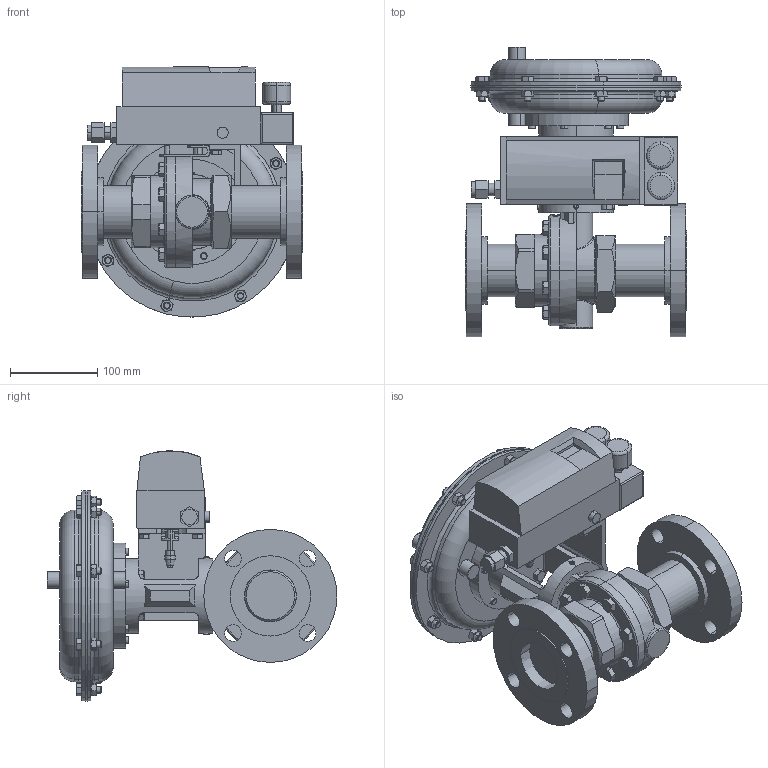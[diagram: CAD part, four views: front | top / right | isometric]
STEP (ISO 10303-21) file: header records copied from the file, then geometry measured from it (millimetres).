
FILE_DESCRIPTION (( 'STEP AP203' ), '1' );
FILE_NAME ('70SP-200-DI+BR-F5-35M-16IQ.STEP', '2017-09-12T11:29:13', ( '' ), ( '' ), 'SwSTEP 2.0', 'SolidWorks 2014', '' );
FILE_SCHEMA (( 'CONFIG_CONTROL_DESIGN' ));
Length unit declared in the file: inch
Products named in the file (1): 70SP-200-DI+BR-F5-35M-16IQ
Bounding box: 254 x 332.02 x 286.54 mm (x, y, z)
Volume: 5985390.9 mm3; surface area: 760160.8 mm2
Topology: 58 solids, 58 shells, 1215 faces, 2700 edges, 1651 vertices
Faces by surface type: plane 553, cone 369, cylinder 210, bspline 53, torus 28, sphere 2
Entity records: 48312 total; most frequent: CARTESIAN_POINT 22405, ORIENTED_EDGE 5376, DIRECTION 5154, EDGE_CURVE 2688, AXIS2_PLACEMENT_3D 2008, VERTEX_POINT 1651, EDGE_LOOP 1301, ADVANCED_FACE 1215
